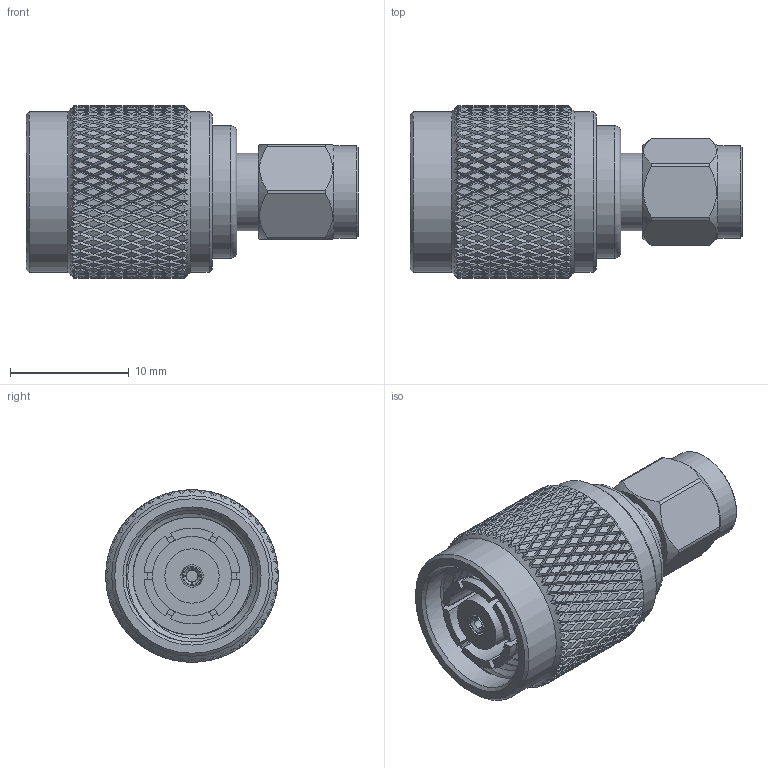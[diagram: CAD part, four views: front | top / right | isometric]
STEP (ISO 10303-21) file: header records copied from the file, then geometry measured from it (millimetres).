
FILE_DESCRIPTION (( 'STEP AP203' ), '1' );
FILE_NAME ('SM5801.step', '2020-04-06T21:39:21', ( '' ), ( '' ), 'SwSTEP 2.0', 'SolidWorks 2018', '' );
FILE_SCHEMA (( 'CONFIG_CONTROL_DESIGN' ));
Products named in the file (1): SM5801
Bounding box: 27.94 x 14.5 x 14.5 mm (x, y, z)
Volume: 2469.8 mm3; surface area: 2699.4 mm2
Topology: 1 solids, 3 shells, 2646 faces, 5643 edges, 3015 vertices
Faces by surface type: bspline 2007, cylinder 549, plane 63, cone 26, torus 1
Full cylindrical faces by diameter (mm): 0.61 x1, 0.914 x1, 1.016 x2, 1.194 x1, 1.702 x1, 1.905 x3, 4.445 x1, 4.572 x1, 6.35 x6, 6.497 x1, 6.655 x1, 7.569 x1, 7.762 x1, 11.112 x6, 11.129 x1, 13.513 x2
Entity records: 103337 total; most frequent: CARTESIAN_POINT 69519, ORIENTED_EDGE 11142, EDGE_CURVE 5571, VERTEX_POINT 2988, EDGE_LOOP 2681, FACE_OUTER_BOUND 2656, ADVANCED_FACE 2634, B_SPLINE_CURVE_WITH_KNOTS 2306
